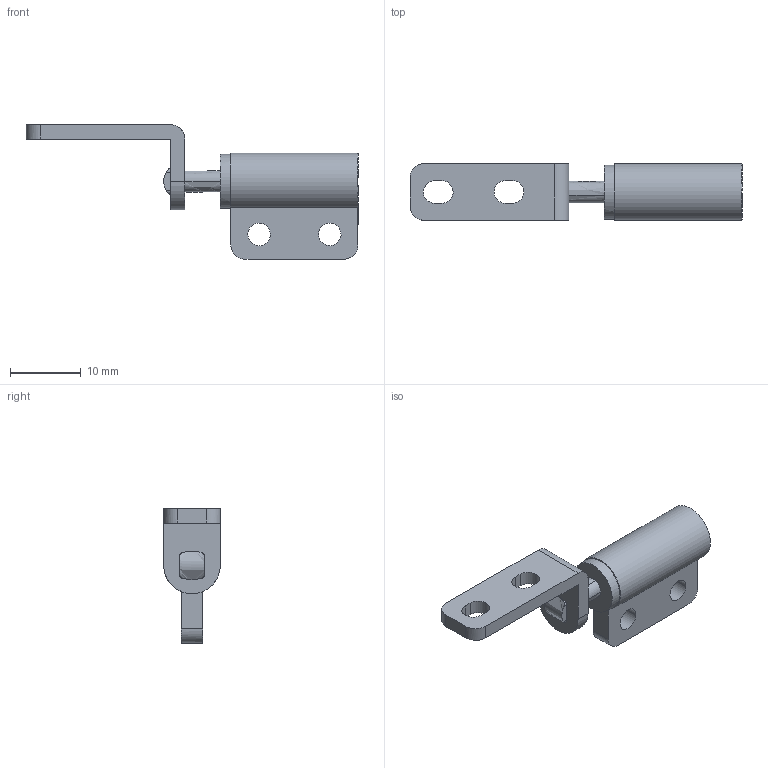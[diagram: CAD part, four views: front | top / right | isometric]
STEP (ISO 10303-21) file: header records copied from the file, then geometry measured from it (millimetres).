
FILE_DESCRIPTION((''),'2;1');
FILE_NAME('','2005-04-20T08:57:19',(''),(''),'','CADfix','');
FILE_SCHEMA(('AUTOMOTIVE_DESIGN'));
Length unit declared in the file: millimetre
Products named in the file (7): washer; socket; shaft; nut; case; bracket; TH_122_4A_1662_36
Assembly tree (6 placements, depth 2):
  TH_122_4A_1662_36
    washer
    socket
    shaft
    nut
    case
    bracket
Bounding box: 47 x 8 x 19 mm (x, y, z)
Volume: 1461 mm3; surface area: 2954.7 mm2
Topology: 6 solids, 6 shells, 96 faces, 270 edges, 190 vertices
Faces by surface type: bspline 96
Entity records: 3681 total; most frequent: CARTESIAN_POINT 1980, ORIENTED_EDGE 540, EDGE_CURVE 270, VERTEX_POINT 190, EDGE_LOOP 118, QUASI_UNIFORM_CURVE 101, FACE_OUTER_BOUND 96, ADVANCED_FACE 96
